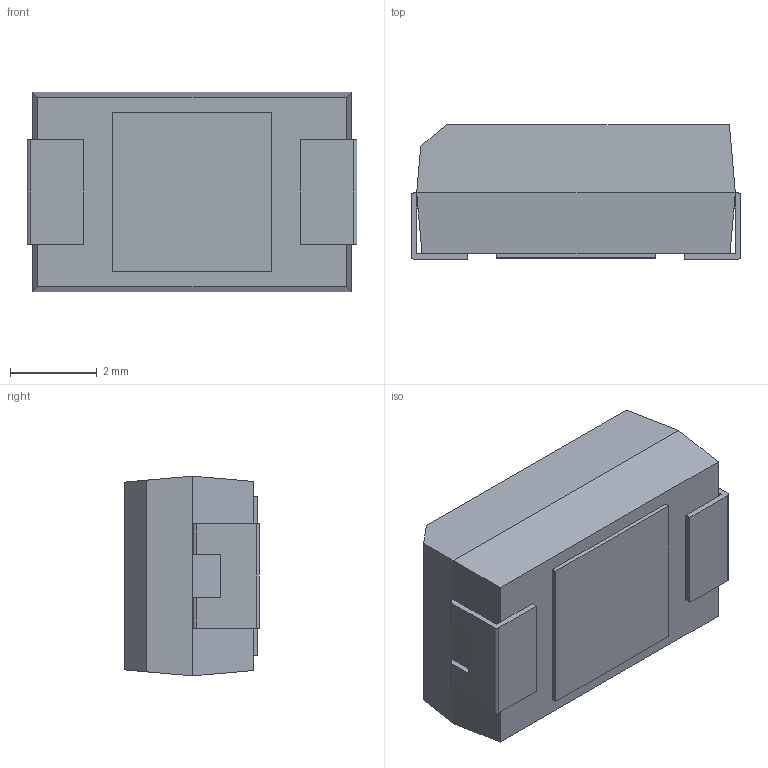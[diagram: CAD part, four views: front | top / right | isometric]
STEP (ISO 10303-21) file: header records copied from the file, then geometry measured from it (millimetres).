
FILE_DESCRIPTION (( 'STEP AP214' ), '1' );
FILE_NAME ('CTS_7343_L7.60W4.60H3.10S1.3F2.4R1P0.9B0.5.STEP', '2019-03-22T16:06:38', ( '' ), ( '' ), 'SwSTEP 2.0', 'SolidWorks 2014', '' );
FILE_SCHEMA (( 'AUTOMOTIVE_DESIGN' ));
Length unit declared in the file: millimetre
Products named in the file (5): Case_Bottom_21; Case_Cathode_21; Case_Anode_21; Case_Top_21; CTS_7343_L7.60W4.60H3.10S1.3F2.4R1P0.9B0.5
Assembly tree (4 placements, depth 2):
  CTS_7343_L7.60W4.60H3.10S1.3F2.4R1P0.9B0.5
    Case_Bottom_21
    Case_Top_21
    Case_Cathode_21
    Case_Anode_21
Bounding box: 7.6 x 3.1 x 4.6 mm (x, y, z)
Volume: 98.1 mm3; surface area: 225.8 mm2
Topology: 4 solids, 4 shells, 43 faces, 102 edges, 68 vertices
Faces by surface type: plane 38, cylinder 5
Entity records: 1424 total; most frequent: CARTESIAN_POINT 220, DIRECTION 212, ORIENTED_EDGE 204, EDGE_CURVE 102, LINE 92, VECTOR 92, VERTEX_POINT 68, AXIS2_PLACEMENT_3D 60
